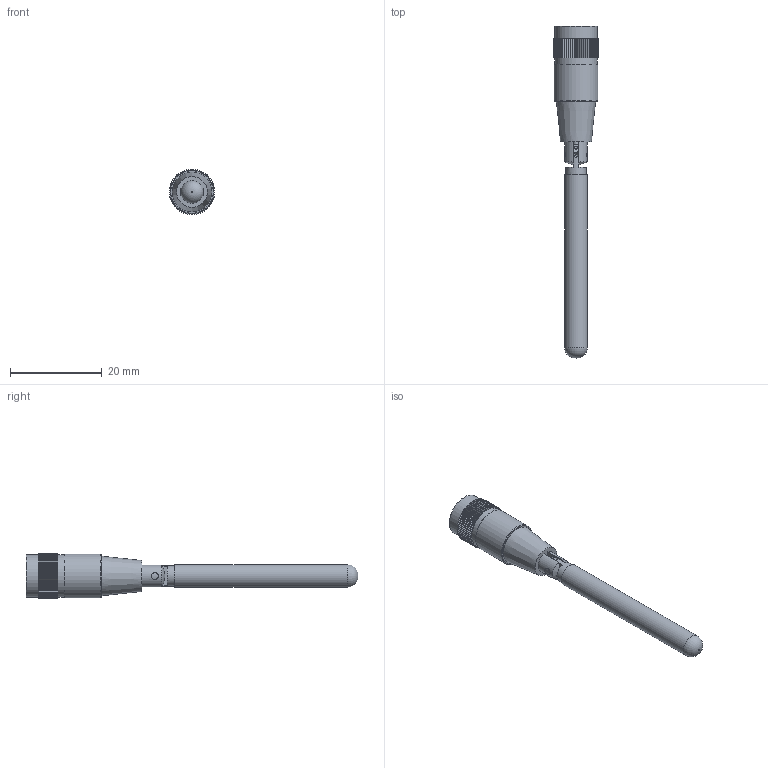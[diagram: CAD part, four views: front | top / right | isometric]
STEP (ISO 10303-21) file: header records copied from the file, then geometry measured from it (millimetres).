
FILE_DESCRIPTION (( 'STEP AP214' ), '1' );
FILE_NAME ('SE-ANT110.STEP', '2017-08-14T17:38:23', ( '' ), ( '' ), 'SwSTEP 2.0', 'SolidWorks 2017', '' );
FILE_SCHEMA (( 'AUTOMOTIVE_DESIGN' ));
Length unit declared in the file: millimetre
Products named in the file (4): SE-ANT110; SE-ANT110-PIN; SE-ANT110-ANT; SE-ANT110-BASE
Assembly tree (3 placements, depth 2):
  SE-ANT110
    SE-ANT110-BASE
    SE-ANT110-PIN
    SE-ANT110-ANT
Bounding box: 9.92 x 72.52 x 9.91 mm (x, y, z)
Volume: 1486.7 mm3; surface area: 2058.4 mm2
Topology: 3 solids, 5 shells, 284 faces, 778 edges, 515 vertices
Faces by surface type: plane 154, cylinder 100, bspline 13, torus 10, cone 4, sphere 3
Full cylindrical faces by diameter (mm): 0.338 x1, 1.13 x1, 1.524 x4, 3.429 x1, 4.445 x1, 4.978 x1, 5.766 x11, 9.271 x2, 9.55 x1
Entity records: 13951 total; most frequent: CARTESIAN_POINT 4440, ORIENTED_EDGE 1412, DIRECTION 1403, EDGE_CURVE 710, VERTEX_POINT 481, AXIS2_PLACEMENT_3D 468, VECTOR 467, LINE 467
